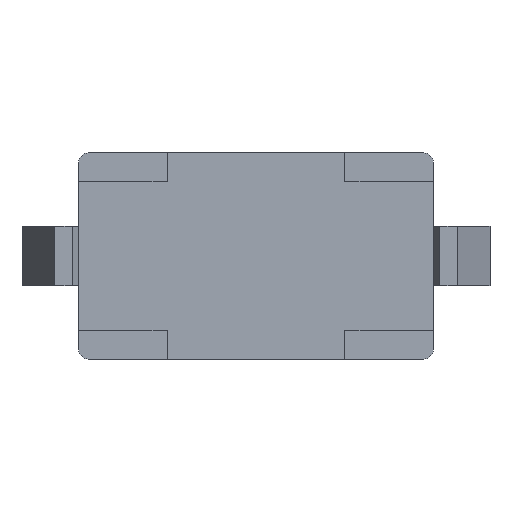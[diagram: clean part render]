
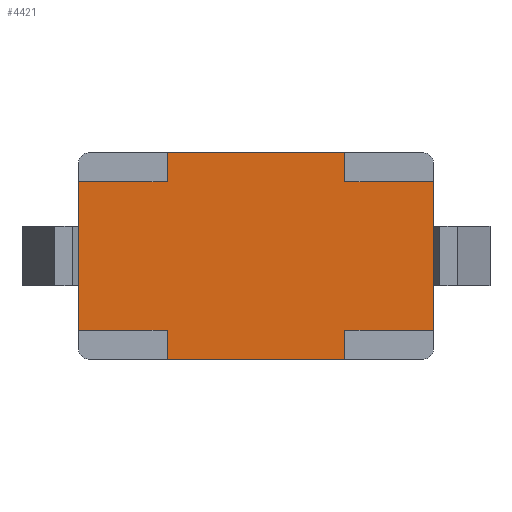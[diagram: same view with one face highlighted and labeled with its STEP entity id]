
A CAD part, front view. The second image highlights one B-rep face of the part: STEP entity #4421.
In plain terms, the highlighted planar face has unit normal (0, -1, 0).
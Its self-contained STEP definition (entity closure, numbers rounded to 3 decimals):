
#188 = EDGE_CURVE ( 'NONE', #2496, #1999, #1900, .T. ) ;
#234 = CARTESIAN_POINT ( 'NONE',  ( 1.5, 0.2, 1.25 ) ) ;
#237 = VERTEX_POINT ( 'NONE', #3584 ) ;
#259 = CARTESIAN_POINT ( 'NONE',  ( -5.532, 0.2, -1.25 ) ) ;
#283 = LINE ( 'NONE', #2303, #3934 ) ;
#307 = DIRECTION ( 'NONE',  ( -1., 0., 0. ) ) ;
#351 = VECTOR ( 'NONE', #3127, 1000. ) ;
#357 = VERTEX_POINT ( 'NONE', #859 ) ;
#387 = LINE ( 'NONE', #1063, #4103 ) ;
#393 = CARTESIAN_POINT ( 'NONE',  ( 1.5, 0.2, -1.75 ) ) ;
#526 = CARTESIAN_POINT ( 'NONE',  ( -5.532, 0.2, 1.25 ) ) ;
#539 = CARTESIAN_POINT ( 'NONE',  ( 1.5, 0.2, -1.75 ) ) ;
#568 = EDGE_CURVE ( 'NONE', #1999, #357, #1591, .T. ) ;
#601 = ORIENTED_EDGE ( 'NONE', *, *, #3969, .F. ) ;
#603 = LINE ( 'NONE', #4802, #3883 ) ;
#672 = DIRECTION ( 'NONE',  ( 0., 0., 1. ) ) ;
#674 = VECTOR ( 'NONE', #3444, 1000. ) ;
#776 = DIRECTION ( 'NONE',  ( 0., 0., 1. ) ) ;
#779 = EDGE_LOOP ( 'NONE', ( #2311, #936, #2189, #601, #3733, #2241, #1285, #1483, #2383, #4525, #5101, #3984 ) ) ;
#829 = FACE_OUTER_BOUND ( 'NONE', #779, .T. ) ;
#836 = LINE ( 'NONE', #526, #3649 ) ;
#837 = LINE ( 'NONE', #4868, #1631 ) ;
#859 = CARTESIAN_POINT ( 'NONE',  ( -1.5, 0.2, -1.25 ) ) ;
#936 = ORIENTED_EDGE ( 'NONE', *, *, #4358, .T. ) ;
#959 = VECTOR ( 'NONE', #4930, 1000. ) ;
#1025 = LINE ( 'NONE', #2100, #959 ) ;
#1063 = CARTESIAN_POINT ( 'NONE',  ( 1.5, 0.2, -1.75 ) ) ;
#1093 = EDGE_CURVE ( 'NONE', #2116, #357, #4699, .T. ) ;
#1279 = VECTOR ( 'NONE', #307, 1000. ) ;
#1285 = ORIENTED_EDGE ( 'NONE', *, *, #2316, .F. ) ;
#1296 = VERTEX_POINT ( 'NONE', #4045 ) ;
#1483 = ORIENTED_EDGE ( 'NONE', *, *, #3780, .F. ) ;
#1487 = CARTESIAN_POINT ( 'NONE',  ( -3., 0.2, -1.25 ) ) ;
#1591 = LINE ( 'NONE', #3426, #674 ) ;
#1631 = VECTOR ( 'NONE', #4451, 1000. ) ;
#1722 = DIRECTION ( 'NONE',  ( 1., 0., 0. ) ) ;
#1745 = EDGE_CURVE ( 'NONE', #4581, #4008, #3429, .T. ) ;
#1833 = DIRECTION ( 'NONE',  ( 0., 0., 1. ) ) ;
#1840 = VERTEX_POINT ( 'NONE', #2826 ) ;
#1900 = LINE ( 'NONE', #2706, #1279 ) ;
#1999 = VERTEX_POINT ( 'NONE', #4150 ) ;
#2100 = CARTESIAN_POINT ( 'NONE',  ( -5.532, 0.2, 1.25 ) ) ;
#2116 = VERTEX_POINT ( 'NONE', #2267 ) ;
#2189 = ORIENTED_EDGE ( 'NONE', *, *, #3407, .T. ) ;
#2241 = ORIENTED_EDGE ( 'NONE', *, *, #3061, .T. ) ;
#2264 = VECTOR ( 'NONE', #5144, 1000. ) ;
#2267 = CARTESIAN_POINT ( 'NONE',  ( -3., 0.2, -1.25 ) ) ;
#2292 = VECTOR ( 'NONE', #2691, 1000. ) ;
#2303 = CARTESIAN_POINT ( 'NONE',  ( 3., 0.2, -1.25 ) ) ;
#2311 = ORIENTED_EDGE ( 'NONE', *, *, #4610, .T. ) ;
#2316 = EDGE_CURVE ( 'NONE', #237, #1840, #603, .T. ) ;
#2383 = ORIENTED_EDGE ( 'NONE', *, *, #5053, .T. ) ;
#2456 = DIRECTION ( 'NONE',  ( 0., 0., 1. ) ) ;
#2496 = VERTEX_POINT ( 'NONE', #393 ) ;
#2594 = CARTESIAN_POINT ( 'NONE',  ( -3., 0.2, 1.25 ) ) ;
#2609 = CARTESIAN_POINT ( 'NONE',  ( 1.5, 0.2, 1.75 ) ) ;
#2691 = DIRECTION ( 'NONE',  ( 1., 0., 0. ) ) ;
#2706 = CARTESIAN_POINT ( 'NONE',  ( 1.5, 0.2, -1.75 ) ) ;
#2826 = CARTESIAN_POINT ( 'NONE',  ( -1.5, 0.2, 1.75 ) ) ;
#3061 = EDGE_CURVE ( 'NONE', #4008, #1840, #3476, .T. ) ;
#3127 = DIRECTION ( 'NONE',  ( -1., 0., 0. ) ) ;
#3360 = VERTEX_POINT ( 'NONE', #3395 ) ;
#3369 = VERTEX_POINT ( 'NONE', #2594 ) ;
#3395 = CARTESIAN_POINT ( 'NONE',  ( 3., 0.2, -1.25 ) ) ;
#3407 = EDGE_CURVE ( 'NONE', #3360, #4384, #283, .T. ) ;
#3426 = CARTESIAN_POINT ( 'NONE',  ( -1.5, 0.2, -1.75 ) ) ;
#3429 = LINE ( 'NONE', #4431, #4390 ) ;
#3444 = DIRECTION ( 'NONE',  ( 0., 0., 1. ) ) ;
#3476 = LINE ( 'NONE', #3560, #351 ) ;
#3522 = AXIS2_PLACEMENT_3D ( 'NONE', #539, #4985, #3721 ) ;
#3560 = CARTESIAN_POINT ( 'NONE',  ( 1.5, 0.2, 1.75 ) ) ;
#3584 = CARTESIAN_POINT ( 'NONE',  ( -1.5, 0.2, 1.25 ) ) ;
#3649 = VECTOR ( 'NONE', #1722, 1000. ) ;
#3721 = DIRECTION ( 'NONE',  ( 0., 0., 1. ) ) ;
#3733 = ORIENTED_EDGE ( 'NONE', *, *, #1745, .T. ) ;
#3780 = EDGE_CURVE ( 'NONE', #3369, #237, #1025, .T. ) ;
#3883 = VECTOR ( 'NONE', #776, 1000. ) ;
#3934 = VECTOR ( 'NONE', #672, 1000. ) ;
#3969 = EDGE_CURVE ( 'NONE', #4581, #4384, #836, .T. ) ;
#3984 = ORIENTED_EDGE ( 'NONE', *, *, #188, .F. ) ;
#4008 = VERTEX_POINT ( 'NONE', #2609 ) ;
#4045 = CARTESIAN_POINT ( 'NONE',  ( 1.5, 0.2, -1.25 ) ) ;
#4095 = LINE ( 'NONE', #1487, #2264 ) ;
#4103 = VECTOR ( 'NONE', #1833, 1000. ) ;
#4150 = CARTESIAN_POINT ( 'NONE',  ( -1.5, 0.2, -1.75 ) ) ;
#4358 = EDGE_CURVE ( 'NONE', #1296, #3360, #837, .T. ) ;
#4384 = VERTEX_POINT ( 'NONE', #4855 ) ;
#4390 = VECTOR ( 'NONE', #2456, 1000. ) ;
#4421 = ADVANCED_FACE ( 'NONE', ( #829 ), #4553, .F. ) ;
#4431 = CARTESIAN_POINT ( 'NONE',  ( 1.5, 0.2, -1.75 ) ) ;
#4451 = DIRECTION ( 'NONE',  ( 1., 0., 0. ) ) ;
#4525 = ORIENTED_EDGE ( 'NONE', *, *, #1093, .T. ) ;
#4553 = PLANE ( 'NONE',  #3522 ) ;
#4581 = VERTEX_POINT ( 'NONE', #234 ) ;
#4610 = EDGE_CURVE ( 'NONE', #2496, #1296, #387, .T. ) ;
#4699 = LINE ( 'NONE', #259, #2292 ) ;
#4802 = CARTESIAN_POINT ( 'NONE',  ( -1.5, 0.2, -1.75 ) ) ;
#4855 = CARTESIAN_POINT ( 'NONE',  ( 3., 0.2, 1.25 ) ) ;
#4868 = CARTESIAN_POINT ( 'NONE',  ( -5.532, 0.2, -1.25 ) ) ;
#4930 = DIRECTION ( 'NONE',  ( 1., 0., 0. ) ) ;
#4985 = DIRECTION ( 'NONE',  ( 0., 1., 0. ) ) ;
#5053 = EDGE_CURVE ( 'NONE', #3369, #2116, #4095, .T. ) ;
#5101 = ORIENTED_EDGE ( 'NONE', *, *, #568, .F. ) ;
#5144 = DIRECTION ( 'NONE',  ( 0., 0., -1. ) ) ;
